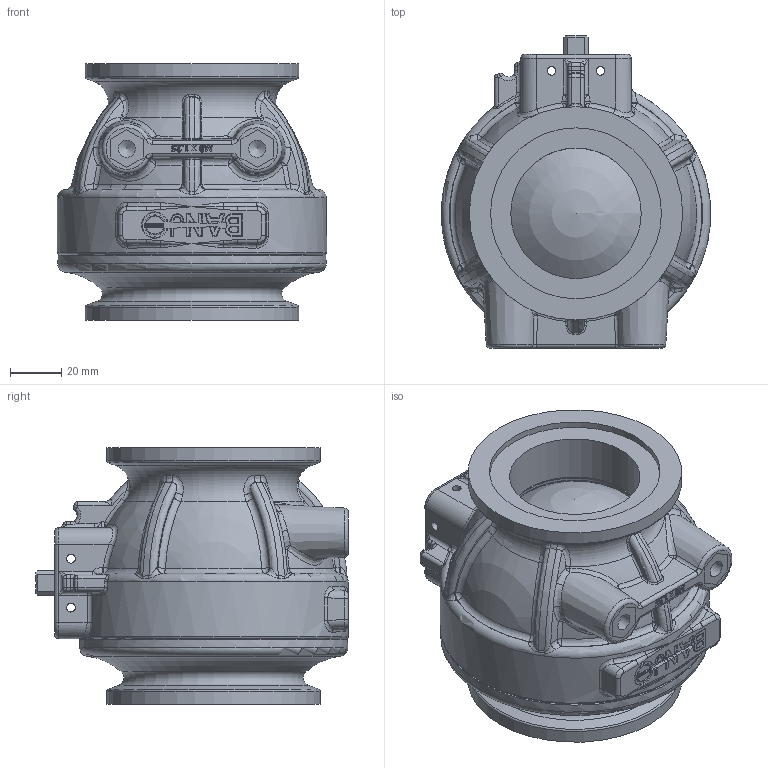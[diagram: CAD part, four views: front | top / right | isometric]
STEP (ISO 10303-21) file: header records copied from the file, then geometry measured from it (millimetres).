
FILE_DESCRIPTION(/* description */ ('2" FP MEVX VALVE ONLY'),/* implementation_level */ '2;1');
FILE_NAME(/* name */ 'MEVX220HX.stp',/* time_stamp */ '2022-10-04T13:55:00-04:00',/* author */ ('MJC'),/* organization */ (''),/* preprocessor_version */ 'ST-DEVELOPER v18.1',/* originating_system */ 'Autodesk Inventor 2022',/* authorisation */ '');
FILE_SCHEMA (('AUTOMOTIVE_DESIGN { 1 0 10303 214 3 1 1 }'));
Length unit declared in the file: inch
Products named in the file (9): MEVX220HX; AQ206V; EVP20151; EVPS25255SSH; EVPS25258; MEVPS25254H; MEVPS25254HX; MEVPS25378H; MEVPS25378HX
Assembly tree (9 placements, depth 3):
  MEVX220HX
    AQ206V
    EVP20151
    EVPS25255SSH
    EVPS25258  x2
    MEVPS25254H
      MEVPS25254HX
    MEVPS25378H
      MEVPS25378HX
Bounding box: 104.84 x 121.7 x 99.82 mm (x, y, z)
Volume: 357166.7 mm3; surface area: 127997.7 mm2
Topology: 9 solids, 9 shells, 1020 faces, 2517 edges, 1556 vertices
Faces by surface type: plane 445, bspline 233, cylinder 199, torus 82, sphere 33, cone 28
Full cylindrical faces by diameter (mm): 3.429 x8, 6.655 x2, 11 x4, 13.665 x1, 19.177 x2, 19.304 x1, 31.496 x1, 31.877 x1, 50.8 x4, 51.435 x2, 52.324 x2, 60.985 x3, 61.087 x1, 66.548 x1, 66.802 x1, 77.216 x1, 81.28 x1, 83.058 x2, 83.82 x2, 93.345 x2, 97.917 x1
Entity records: 37087 total; most frequent: CARTESIAN_POINT 13811, ORIENTED_EDGE 4926, DIRECTION 4307, EDGE_CURVE 2463, AXIS2_PLACEMENT_3D 1567, VERTEX_POINT 1542, LINE 1173, VECTOR 1173
